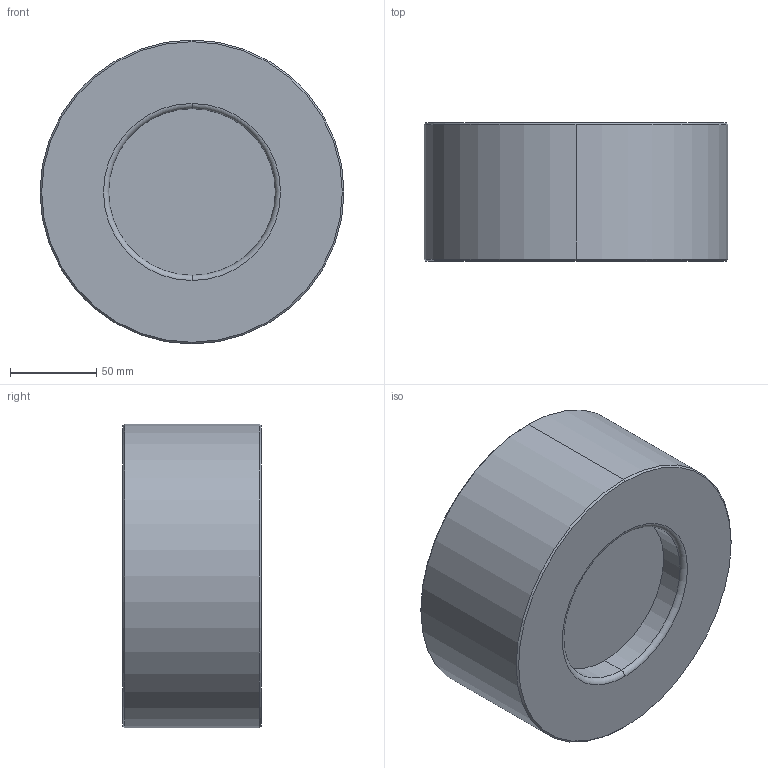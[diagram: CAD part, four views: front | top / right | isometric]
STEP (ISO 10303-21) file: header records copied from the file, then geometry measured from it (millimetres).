
FILE_DESCRIPTION (( 'STEP AP214' ), '1' );
FILE_NAME ('932HD DN100.STEP', '2022-03-09T07:30:57', ( '' ), ( '' ), 'SwSTEP 2.0', 'SolidWorks 2015', '' );
FILE_SCHEMA (( 'AUTOMOTIVE_DESIGN' ));
Length unit declared in the file: millimetre
Products named in the file (1): 932HD DN100
Bounding box: 176 x 80 x 176 mm (x, y, z)
Volume: 1774752.2 mm3; surface area: 102608.3 mm2
Topology: 1 solids, 1 shells, 31 faces, 60 edges, 38 vertices
Faces by surface type: cylinder 16, plane 9, cone 4, torus 2
Entity records: 840 total; most frequent: DIRECTION 164, CARTESIAN_POINT 130, ORIENTED_EDGE 120, AXIS2_PLACEMENT_3D 72, EDGE_CURVE 60, CIRCLE 40, EDGE_LOOP 38, VERTEX_POINT 38
